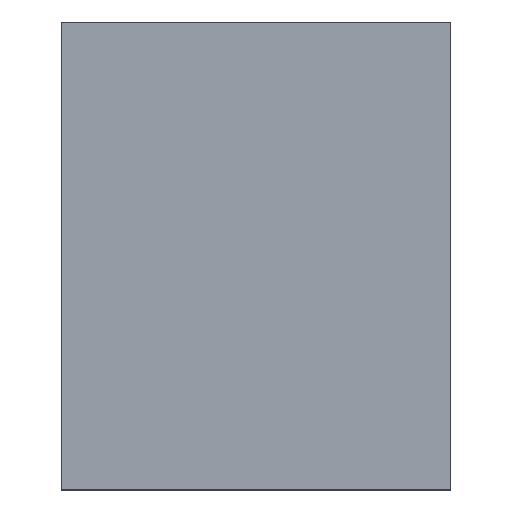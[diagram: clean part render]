
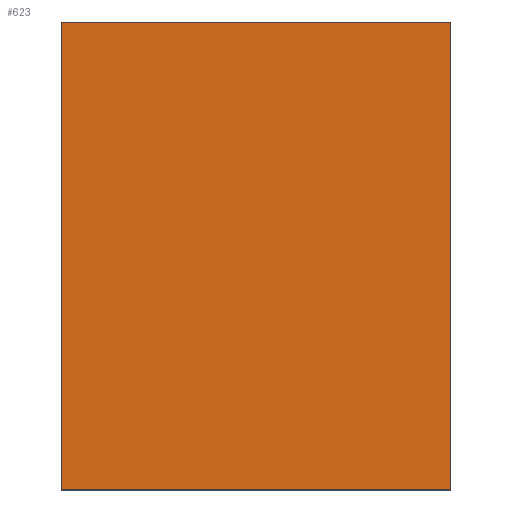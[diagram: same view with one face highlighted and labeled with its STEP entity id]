
A CAD part, top view. The second image highlights one B-rep face of the part: STEP entity #623.
In plain terms, the highlighted planar face has unit normal (0, 0, 1).
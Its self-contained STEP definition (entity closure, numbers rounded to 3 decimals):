
#22 = CARTESIAN_POINT ( 'NONE',  ( -125., -150., 100. ) ) ;
#44 = AXIS2_PLACEMENT_3D ( 'NONE', #162, #415, #605 ) ;
#49 = VECTOR ( 'NONE', #453, 1000. ) ;
#75 = LINE ( 'NONE', #514, #113 ) ;
#91 = FACE_OUTER_BOUND ( 'NONE', #627, .T. ) ;
#100 = ORIENTED_EDGE ( 'NONE', *, *, #567, .T. ) ;
#110 = EDGE_CURVE ( 'NONE', #653, #116, #143, .T. ) ;
#111 = VECTOR ( 'NONE', #707, 1000. ) ;
#113 = VECTOR ( 'NONE', #640, 1000. ) ;
#116 = VERTEX_POINT ( 'NONE', #22 ) ;
#143 = LINE ( 'NONE', #765, #478 ) ;
#162 = CARTESIAN_POINT ( 'NONE',  ( 0., 0., 100. ) ) ;
#204 = EDGE_CURVE ( 'NONE', #116, #278, #647, .T. ) ;
#209 = CARTESIAN_POINT ( 'NONE',  ( -125., 150., 100. ) ) ;
#232 = EDGE_CURVE ( 'NONE', #383, #653, #763, .T. ) ;
#233 = CARTESIAN_POINT ( 'NONE',  ( -125., 150., 100. ) ) ;
#246 = ORIENTED_EDGE ( 'NONE', *, *, #204, .T. ) ;
#278 = VERTEX_POINT ( 'NONE', #727 ) ;
#351 = PLANE ( 'NONE',  #44 ) ;
#357 = ORIENTED_EDGE ( 'NONE', *, *, #110, .T. ) ;
#383 = VERTEX_POINT ( 'NONE', #445 ) ;
#415 = DIRECTION ( 'NONE',  ( 0., 0., -1. ) ) ;
#445 = CARTESIAN_POINT ( 'NONE',  ( 125., 150., 100. ) ) ;
#453 = DIRECTION ( 'NONE',  ( 1., 0., 0. ) ) ;
#459 = CARTESIAN_POINT ( 'NONE',  ( -125., -150., 100. ) ) ;
#478 = VECTOR ( 'NONE', #694, 1000. ) ;
#514 = CARTESIAN_POINT ( 'NONE',  ( 125., -150., 100. ) ) ;
#539 = ORIENTED_EDGE ( 'NONE', *, *, #232, .T. ) ;
#567 = EDGE_CURVE ( 'NONE', #278, #383, #75, .T. ) ;
#605 = DIRECTION ( 'NONE',  ( -1., 0., 0. ) ) ;
#623 = ADVANCED_FACE ( 'NONE', ( #91 ), #351, .F. ) ;
#627 = EDGE_LOOP ( 'NONE', ( #100, #539, #357, #246 ) ) ;
#640 = DIRECTION ( 'NONE',  ( 0., 1., 0. ) ) ;
#647 = LINE ( 'NONE', #459, #49 ) ;
#653 = VERTEX_POINT ( 'NONE', #233 ) ;
#694 = DIRECTION ( 'NONE',  ( 0., -1., 0. ) ) ;
#707 = DIRECTION ( 'NONE',  ( -1., 0., 0. ) ) ;
#727 = CARTESIAN_POINT ( 'NONE',  ( 125., -150., 100. ) ) ;
#763 = LINE ( 'NONE', #209, #111 ) ;
#765 = CARTESIAN_POINT ( 'NONE',  ( -125., -150., 100. ) ) ;
